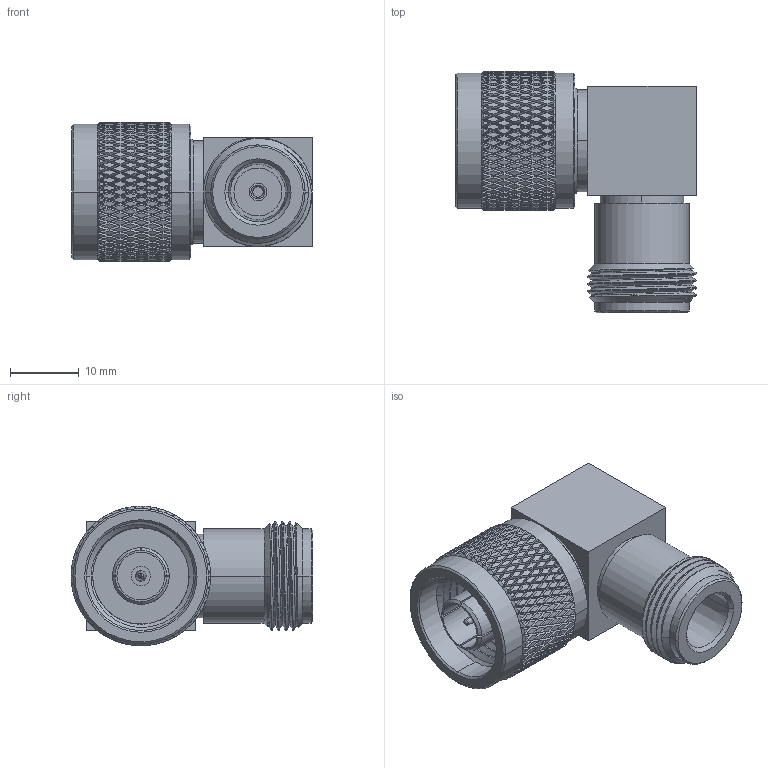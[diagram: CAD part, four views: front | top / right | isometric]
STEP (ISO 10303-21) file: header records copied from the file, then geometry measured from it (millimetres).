
FILE_DESCRIPTION (( 'STEP AP214' ), '1' );
FILE_NAME ('SM4532_3D.step', '2024-11-19T15:35:38', ( '' ), ( '' ), 'SwSTEP 2.0', 'SolidWorks 2022', '' );
FILE_SCHEMA (( 'AUTOMOTIVE_DESIGN' ));
Products named in the file (1): SM4532_3D
Bounding box: 35.1 x 35.22 x 20.32 mm (x, y, z)
Volume: 10237.4 mm3; surface area: 5733.9 mm2
Topology: 1 solids, 1 shells, 2352 faces, 5054 edges, 2717 vertices
Faces by surface type: bspline 1768, cylinder 499, plane 47, cone 38
Entity records: 86841 total; most frequent: CARTESIAN_POINT 55707, ORIENTED_EDGE 10108, EDGE_CURVE 5054, VERTEX_POINT 2717, EDGE_LOOP 2365, ADVANCED_FACE 2352, FACE_OUTER_BOUND 2352, B_SPLINE_CURVE_WITH_KNOTS 2197
